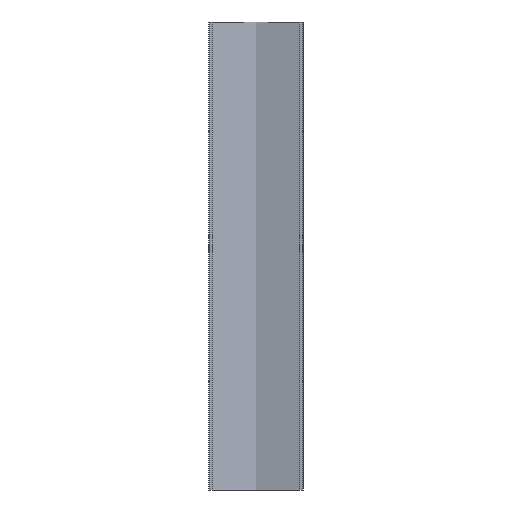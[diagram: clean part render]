
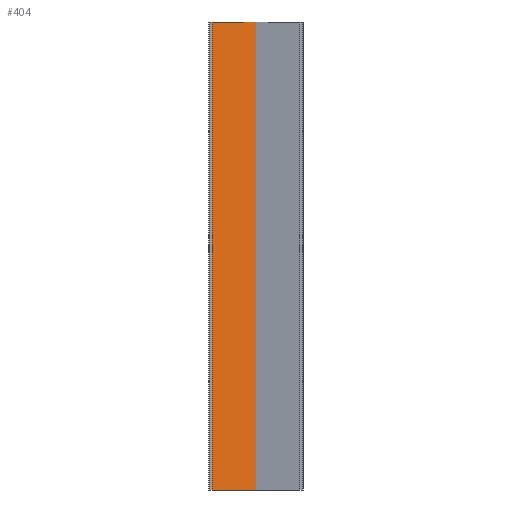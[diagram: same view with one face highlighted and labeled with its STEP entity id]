
A CAD part, front view. The second image highlights one B-rep face of the part: STEP entity #404.
In plain terms, the highlighted planar face has unit normal (0.241, -0.97, 0).
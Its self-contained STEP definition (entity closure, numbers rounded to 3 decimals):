
#25 = DIRECTION ( 'NONE',  ( 0.97, 0.242, 0. ) ) ;
#36 = CARTESIAN_POINT ( 'NONE',  ( -0.242, 98.97, 1500. ) ) ;
#41 = EDGE_LOOP ( 'NONE', ( #1402, #1506, #1064, #903 ) ) ;
#117 = EDGE_CURVE ( 'NONE', #1214, #974, #755, .T. ) ;
#137 = CARTESIAN_POINT ( 'NONE',  ( -281.258, 29.03, 1500. ) ) ;
#287 = EDGE_CURVE ( 'NONE', #791, #1471, #1265, .T. ) ;
#404 = ADVANCED_FACE ( 'NONE', ( #1056 ), #922, .F. ) ;
#420 = CARTESIAN_POINT ( 'NONE',  ( -281.14, 29.059, -1500. ) ) ;
#591 = LINE ( 'NONE', #1716, #1670 ) ;
#755 = LINE ( 'NONE', #932, #1611 ) ;
#791 = VERTEX_POINT ( 'NONE', #1697 ) ;
#860 = LINE ( 'NONE', #1109, #1295 ) ;
#903 = ORIENTED_EDGE ( 'NONE', *, *, #956, .T. ) ;
#906 = DIRECTION ( 'NONE',  ( -0.97, -0.242, 0. ) ) ;
#922 = PLANE ( 'NONE',  #1443 ) ;
#932 = CARTESIAN_POINT ( 'NONE',  ( -281.258, 29.03, -1500. ) ) ;
#943 = CARTESIAN_POINT ( 'NONE',  ( -281.258, 29.03, 1500. ) ) ;
#956 = EDGE_CURVE ( 'NONE', #791, #1214, #591, .T. ) ;
#969 = EDGE_CURVE ( 'NONE', #1471, #974, #860, .T. ) ;
#974 = VERTEX_POINT ( 'NONE', #1162 ) ;
#1015 = DIRECTION ( 'NONE',  ( -0.242, 0.97, 0. ) ) ;
#1026 = DIRECTION ( 'NONE',  ( 0.97, 0.242, 0. ) ) ;
#1056 = FACE_OUTER_BOUND ( 'NONE', #41, .T. ) ;
#1064 = ORIENTED_EDGE ( 'NONE', *, *, #287, .F. ) ;
#1090 = VECTOR ( 'NONE', #25, 1000. ) ;
#1101 = DIRECTION ( 'NONE',  ( 0., 0., -1. ) ) ;
#1109 = CARTESIAN_POINT ( 'NONE',  ( -0.242, 98.97, 1500. ) ) ;
#1162 = CARTESIAN_POINT ( 'NONE',  ( -0.242, 98.97, -1500. ) ) ;
#1214 = VERTEX_POINT ( 'NONE', #420 ) ;
#1265 = LINE ( 'NONE', #137, #1090 ) ;
#1295 = VECTOR ( 'NONE', #1101, 1000. ) ;
#1402 = ORIENTED_EDGE ( 'NONE', *, *, #117, .T. ) ;
#1443 = AXIS2_PLACEMENT_3D ( 'NONE', #943, #1015, #906 ) ;
#1471 = VERTEX_POINT ( 'NONE', #36 ) ;
#1506 = ORIENTED_EDGE ( 'NONE', *, *, #969, .F. ) ;
#1507 = DIRECTION ( 'NONE',  ( 0., 0., -1. ) ) ;
#1611 = VECTOR ( 'NONE', #1026, 1000. ) ;
#1670 = VECTOR ( 'NONE', #1507, 1000. ) ;
#1697 = CARTESIAN_POINT ( 'NONE',  ( -281.14, 29.059, 1500. ) ) ;
#1716 = CARTESIAN_POINT ( 'NONE',  ( -281.14, 29.059, 1500. ) ) ;
